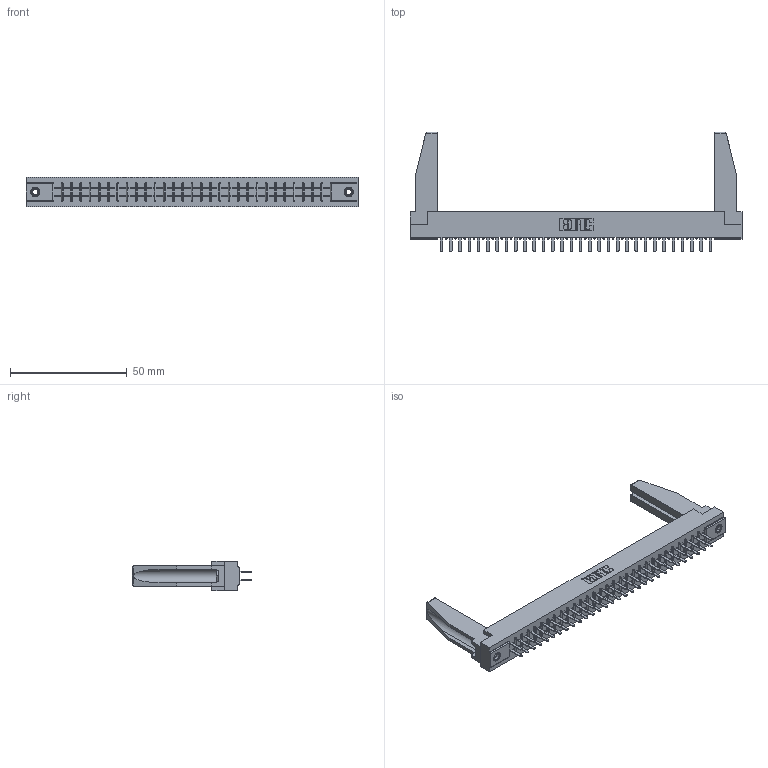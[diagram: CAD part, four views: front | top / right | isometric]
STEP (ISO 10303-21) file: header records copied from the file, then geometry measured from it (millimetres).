
FILE_DESCRIPTION (( 'STEP AP203' ), '1' );
FILE_NAME ('355-060-520-578.STEP', '2019-09-12T13:49:51', ( '' ), ( '' ), 'SwSTEP 2.0', 'SolidWorks 2016', '' );
FILE_SCHEMA (( 'CONFIG_CONTROL_DESIGN' ));
Length unit declared in the file: inch
Products named in the file (5): 305-290-001_520; 355-060-520-578; 307-220-078; 305 Part_.156 Dia; 345-250-001_345-250-001-102
Assembly tree (65 placements, depth 2):
  355-060-520-578
    305 Part_.156 Dia
    305-290-001_520  x60
    345-250-001_345-250-001-102  x2
    307-220-078  x2
Bounding box: 141.88 x 51.13 x 12.7 mm (x, y, z)
Volume: 18302.4 mm3; surface area: 22469 mm2
Topology: 65 solids, 65 shells, 3006 faces, 8536 edges, 5520 vertices
Faces by surface type: plane 1772, cylinder 1098, sphere 120, cone 12, torus 4
Entity records: 36262 total; most frequent: CARTESIAN_POINT 6006, ORIENTED_EDGE 5918, DIRECTION 5777, EDGE_CURVE 2959, VECTOR 2379, LINE 2379, VERTEX_POINT 1886, AXIS2_PLACEMENT_3D 1699
